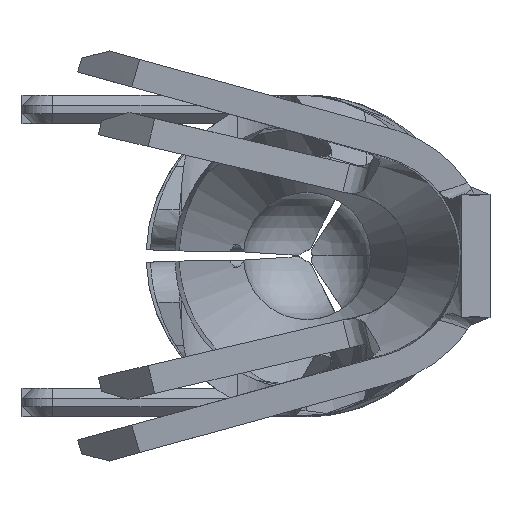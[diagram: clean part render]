
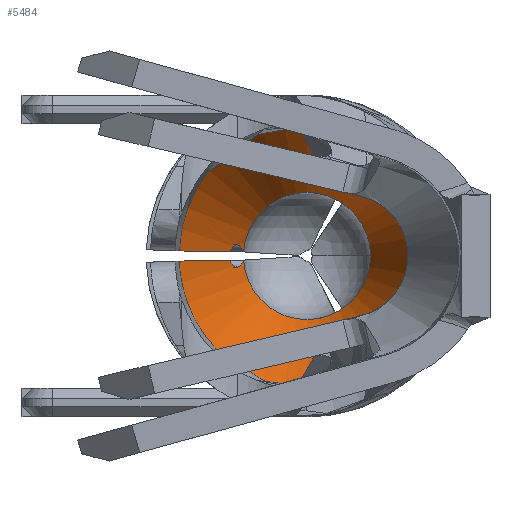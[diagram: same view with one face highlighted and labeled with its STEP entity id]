
A CAD part, left-side view. The second image highlights one B-rep face of the part: STEP entity #5484.
In plain terms, the highlighted free-form (B-spline) face has degree [3, 1] with [6, 2] control points.
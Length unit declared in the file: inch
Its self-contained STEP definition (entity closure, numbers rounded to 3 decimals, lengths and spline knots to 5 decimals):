
#37 = DIRECTION ( 'NONE',  ( 1., 0., 0. ) ) ;
#47 = LINE ( 'NONE', #5045, #3255 ) ;
#64 = CARTESIAN_POINT ( 'NONE',  ( -0.355, 0.02718, -0.06009 ) ) ;
#78 = CARTESIAN_POINT ( 'NONE',  ( -0.43, 0., -0.0645 ) ) ;
#261 = AXIS2_PLACEMENT_3D ( 'NONE', #1070, #5840, #1748 ) ;
#341 = ORIENTED_EDGE ( 'NONE', *, *, #4756, .F. ) ;
#454 = EDGE_CURVE ( 'NONE', #5750, #6535, #7558, .T. ) ;
#601 = B_SPLINE_CURVE_WITH_KNOTS ( 'NONE', 3,
 ( #8104, #2680, #2011, #6895, #2439, #7205 ),
 .UNSPECIFIED., .F., .F.,
 ( 4, 2, 4 ),
 ( 0., 0.00023, 0.00046 ),
 .UNSPECIFIED. ) ;
#609 = CARTESIAN_POINT ( 'NONE',  ( -0.3925, 0.04769, -0.00225 ) ) ;
#761 = CARTESIAN_POINT ( 'NONE',  ( -0.355, -0.031, -0.05821 ) ) ;
#768 = VERTEX_POINT ( 'NONE', #6407 ) ;
#862 = VERTEX_POINT ( 'NONE', #2446 ) ;
#928 = LINE ( 'NONE', #609, #4351 ) ;
#1025 = EDGE_CURVE ( 'NONE', #6535, #862, #5733, .T. ) ;
#1052 = FACE_OUTER_BOUND ( 'NONE', #2694, .T. ) ;
#1070 = CARTESIAN_POINT ( 'NONE',  ( -0.43, 0., 0. ) ) ;
#1261 = ORIENTED_EDGE ( 'NONE', *, *, #454, .T. ) ;
#1439 = CARTESIAN_POINT ( 'NONE',  ( -0.355, -0.031, 0.05821 ) ) ;
#1511 = VERTEX_POINT ( 'NONE', #8720 ) ;
#1549 = EDGE_CURVE ( 'NONE', #768, #6584, #928, .T. ) ;
#1657 = EDGE_CURVE ( 'NONE', #2741, #768, #5503, .T. ) ;
#1748 = DIRECTION ( 'NONE',  ( 0., 0., 1. ) ) ;
#1881 = AXIS2_PLACEMENT_3D ( 'NONE', #3546, #8277, #4222 ) ;
#1992 = CARTESIAN_POINT ( 'NONE',  ( -0.355, 0.03094, 0.002 ) ) ;
#2011 = CARTESIAN_POINT ( 'NONE',  ( -0.36536, 0.03521, -0.00542 ) ) ;
#2126 = CARTESIAN_POINT ( 'NONE',  ( -0.355, 0.02718, 0.06009 ) ) ;
#2164 = DIRECTION ( 'NONE',  ( 1., 0., 0. ) ) ;
#2320 = CARTESIAN_POINT ( 'NONE',  ( -0.35695, 0.03166, 0.00424 ) ) ;
#2424 = CARTESIAN_POINT ( 'NONE',  ( -0.355, 0., 0.031 ) ) ;
#2439 = CARTESIAN_POINT ( 'NONE',  ( -0.35696, 0.03167, -0.00425 ) ) ;
#2446 = CARTESIAN_POINT ( 'NONE',  ( -0.355, 0.03094, -0.002 ) ) ;
#2596 = ORIENTED_EDGE ( 'NONE', *, *, #8229, .T. ) ;
#2597 = CARTESIAN_POINT ( 'NONE',  ( -0.355, 0., 0. ) ) ;
#2680 = CARTESIAN_POINT ( 'NONE',  ( -0.36806, 0.03665, -0.00427 ) ) ;
#2694 = EDGE_LOOP ( 'NONE', ( #5613, #7583, #6845, #3610, #4801, #2596, #3723, #341, #8763, #1261, #7156 ) ) ;
#2719 = CIRCLE ( 'NONE', #1881, 0.0645 ) ;
#2741 = VERTEX_POINT ( 'NONE', #78 ) ;
#2764 = CARTESIAN_POINT ( 'NONE',  ( -0.36254, 0.03393, 0.00544 ) ) ;
#2829 = CARTESIAN_POINT ( 'NONE',  ( -0.355, 0.03094, 0.002 ) ) ;
#3117 = CARTESIAN_POINT ( 'NONE',  ( -0.37, 0.03764, -0.0021 ) ) ;
#3255 = VECTOR ( 'NONE', #5727, 39.37008 ) ;
#3274 = DIRECTION ( 'NONE',  ( 0., 0., -1. ) ) ;
#3346 = B_SPLINE_CURVE_WITH_KNOTS ( 'NONE', 3,
 ( #2764, #6151, #3446, #8179 ),
 .UNSPECIFIED., .F., .F.,
 ( 4, 4 ),
 ( 0.00023, 0.00046 ),
 .UNSPECIFIED. ) ;
#3408 = CIRCLE ( 'NONE', #261, 0.0645 ) ;
#3446 = CARTESIAN_POINT ( 'NONE',  ( -0.36805, 0.03664, 0.00428 ) ) ;
#3546 = CARTESIAN_POINT ( 'NONE',  ( -0.43, 0., 0. ) ) ;
#3570 = CARTESIAN_POINT ( 'NONE',  ( -0.37, 0.03764, 0.0021 ) ) ;
#3610 = ORIENTED_EDGE ( 'NONE', *, *, #5742, .F. ) ;
#3723 = ORIENTED_EDGE ( 'NONE', *, *, #5168, .F. ) ;
#3731 = B_SPLINE_CURVE_WITH_KNOTS ( 'NONE', 3,
 ( #7339, #2320, #8006, #3953 ),
 .UNSPECIFIED., .F., .F.,
 ( 4, 4 ),
 ( 0., 0.00023 ),
 .UNSPECIFIED. ) ;
#3775 = EDGE_CURVE ( 'NONE', #6956, #8604, #2719, .T. ) ;
#3879 = CARTESIAN_POINT ( 'NONE',  ( -0.43, 0., 0.0645 ) ) ;
#3953 = CARTESIAN_POINT ( 'NONE',  ( -0.36254, 0.03393, 0.00544 ) ) ;
#3975 = CARTESIAN_POINT ( 'NONE',  ( -0.355, 0., 0. ) ) ;
#4136 = CARTESIAN_POINT ( 'NONE',  ( -0.43, 0., 0. ) ) ;
#4161 = CARTESIAN_POINT ( 'NONE',  ( -0.43, 0.05964, -0.12657 ) ) ;
#4222 = DIRECTION ( 'NONE',  ( 0., 0., 1. ) ) ;
#4351 = VECTOR ( 'NONE', #8752, 39.37008 ) ;
#4654 = DIRECTION ( 'NONE',  ( 0., 0., -1. ) ) ;
#4756 = EDGE_CURVE ( 'NONE', #8737, #1511, #3731, .T. ) ;
#4801 = ORIENTED_EDGE ( 'NONE', *, *, #3775, .F. ) ;
#4815 = DIRECTION ( 'NONE',  ( 0., 0., 1. ) ) ;
#4841 = CARTESIAN_POINT ( 'NONE',  ( -0.43, -0.0645, -0.12416 ) ) ;
#4924 = AXIS2_PLACEMENT_3D ( 'NONE', #2597, #7354, #3274 ) ;
#4954 = CARTESIAN_POINT ( 'NONE',  ( -0.43, 0.06445, 0.0025 ) ) ;
#5045 = CARTESIAN_POINT ( 'NONE',  ( -0.3925, 0.04769, 0.00225 ) ) ;
#5122 = EDGE_CURVE ( 'NONE', #8737, #5750, #6816, .T. ) ;
#5168 = EDGE_CURVE ( 'NONE', #1511, #5581, #3346, .T. ) ;
#5240 = AXIS2_PLACEMENT_3D ( 'NONE', #6248, #2164, #6937 ) ;
#5325 = AXIS2_PLACEMENT_3D ( 'NONE', #3975, #8709, #4654 ) ;
#5484 = ADVANCED_FACE ( 'NONE', ( #1052 ), #6777, .T. ) ;
#5490 = CARTESIAN_POINT ( 'NONE',  ( -0.43, 0.06445, -0.0025 ) ) ;
#5503 = CIRCLE ( 'NONE', #5936, 0.0645 ) ;
#5523 = CARTESIAN_POINT ( 'NONE',  ( -0.43, -0.0645, 0.12416 ) ) ;
#5581 = VERTEX_POINT ( 'NONE', #3570 ) ;
#5613 = ORIENTED_EDGE ( 'NONE', *, *, #7305, .F. ) ;
#5727 = DIRECTION ( 'NONE',  ( 0.913, -0.408, -0.006 ) ) ;
#5733 = CIRCLE ( 'NONE', #4924, 0.031 ) ;
#5742 = EDGE_CURVE ( 'NONE', #8604, #2741, #3408, .T. ) ;
#5750 = VERTEX_POINT ( 'NONE', #2424 ) ;
#5840 = DIRECTION ( 'NONE',  ( 1., 0., 0. ) ) ;
#5936 = AXIS2_PLACEMENT_3D ( 'NONE', #4136, #37, #4815 ) ;
#6151 = CARTESIAN_POINT ( 'NONE',  ( -0.36533, 0.03519, 0.00544 ) ) ;
#6214 = CARTESIAN_POINT ( 'NONE',  ( -0.43, 0.05964, 0.12657 ) ) ;
#6248 = CARTESIAN_POINT ( 'NONE',  ( -0.355, 0., 0. ) ) ;
#6407 = CARTESIAN_POINT ( 'NONE',  ( -0.43, 0.06445, -0.0025 ) ) ;
#6535 = VERTEX_POINT ( 'NONE', #7670 ) ;
#6584 = VERTEX_POINT ( 'NONE', #3117 ) ;
#6777 =( BOUNDED_SURFACE ( )  B_SPLINE_SURFACE ( 3, 1, ( 
 ( #5490, #8214 ),
 ( #4161, #64 ),
 ( #4841, #761 ),
 ( #5523, #1439 ),
 ( #6214, #2126 ),
 ( #6898, #2829 ) ),
 .UNSPECIFIED., .F., .F., .F. ) 
 B_SPLINE_SURFACE_WITH_KNOTS ( ( 4, 2, 4 ),
 ( 2, 2 ),
 ( 0., 0.5, 1. ),
 ( 0., 1. ),
 .UNSPECIFIED. ) 
 GEOMETRIC_REPRESENTATION_ITEM ( )  RATIONAL_B_SPLINE_SURFACE ( (
 ( 1., 1.),
 ( 0.12, 0.126),
 ( 0.042, 0.045),
 ( 0.042, 0.045),
 ( 0.12, 0.126),
 ( 1., 1.) ) ) 
 REPRESENTATION_ITEM ( '' )  SURFACE ( )  );
#6816 = CIRCLE ( 'NONE', #5325, 0.031 ) ;
#6845 = ORIENTED_EDGE ( 'NONE', *, *, #1657, .F. ) ;
#6895 = CARTESIAN_POINT ( 'NONE',  ( -0.35984, 0.03271, -0.00545 ) ) ;
#6898 = CARTESIAN_POINT ( 'NONE',  ( -0.43, 0.06445, 0.0025 ) ) ;
#6937 = DIRECTION ( 'NONE',  ( 0., 0., -1. ) ) ;
#6956 = VERTEX_POINT ( 'NONE', #4954 ) ;
#7156 = ORIENTED_EDGE ( 'NONE', *, *, #1025, .T. ) ;
#7205 = CARTESIAN_POINT ( 'NONE',  ( -0.355, 0.03094, -0.002 ) ) ;
#7305 = EDGE_CURVE ( 'NONE', #6584, #862, #601, .T. ) ;
#7339 = CARTESIAN_POINT ( 'NONE',  ( -0.355, 0.03094, 0.002 ) ) ;
#7354 = DIRECTION ( 'NONE',  ( 1., 0., 0. ) ) ;
#7558 = CIRCLE ( 'NONE', #5240, 0.031 ) ;
#7583 = ORIENTED_EDGE ( 'NONE', *, *, #1549, .F. ) ;
#7670 = CARTESIAN_POINT ( 'NONE',  ( -0.355, 0., -0.031 ) ) ;
#8006 = CARTESIAN_POINT ( 'NONE',  ( -0.3598, 0.03269, 0.00544 ) ) ;
#8104 = CARTESIAN_POINT ( 'NONE',  ( -0.37, 0.03764, -0.0021 ) ) ;
#8179 = CARTESIAN_POINT ( 'NONE',  ( -0.37, 0.03764, 0.0021 ) ) ;
#8214 = CARTESIAN_POINT ( 'NONE',  ( -0.355, 0.03094, -0.002 ) ) ;
#8229 = EDGE_CURVE ( 'NONE', #6956, #5581, #47, .T. ) ;
#8277 = DIRECTION ( 'NONE',  ( 1., 0., 0. ) ) ;
#8604 = VERTEX_POINT ( 'NONE', #3879 ) ;
#8709 = DIRECTION ( 'NONE',  ( 1., 0., 0. ) ) ;
#8720 = CARTESIAN_POINT ( 'NONE',  ( -0.36254, 0.03393, 0.00544 ) ) ;
#8737 = VERTEX_POINT ( 'NONE', #1992 ) ;
#8752 = DIRECTION ( 'NONE',  ( 0.913, -0.408, 0.006 ) ) ;
#8763 = ORIENTED_EDGE ( 'NONE', *, *, #5122, .T. ) ;
